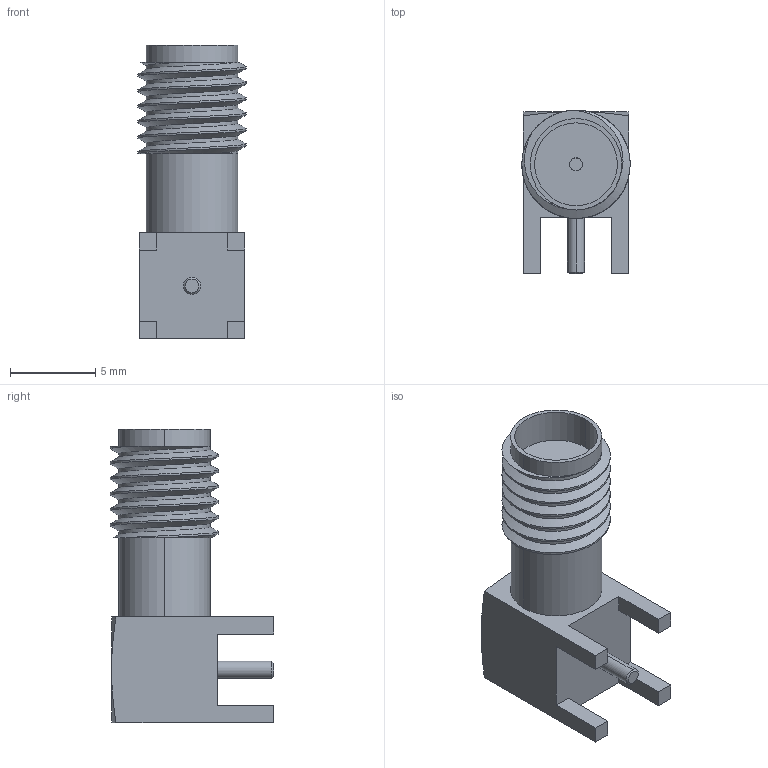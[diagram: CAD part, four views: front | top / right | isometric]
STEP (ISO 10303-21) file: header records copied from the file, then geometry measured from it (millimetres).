
FILE_DESCRIPTION (( 'STEP AP214' ), '1' );
FILE_NAME ('HJ-Tech-HJ-SMA175.STEP', '2023-11-21T12:10:07', ( '' ), ( '' ), 'SwSTEP 2.0', 'SolidWorks 2022', '' );
FILE_SCHEMA (( 'AUTOMOTIVE_DESIGN' ));
Length unit declared in the file: millimetre
Products named in the file (1): HJ-Tech-HJ-SMA175
Bounding box: 6.35 x 9.57 x 17.2 mm (x, y, z)
Volume: 482 mm3; surface area: 605.8 mm2
Topology: 1 solids, 1 shells, 56 faces, 141 edges, 93 vertices
Faces by surface type: plane 24, cylinder 23, cone 6, bspline 3
Entity records: 4072 total; most frequent: CARTESIAN_POINT 2757, ORIENTED_EDGE 282, DIRECTION 236, EDGE_CURVE 141, VERTEX_POINT 93, AXIS2_PLACEMENT_3D 82, LINE 72, VECTOR 72
